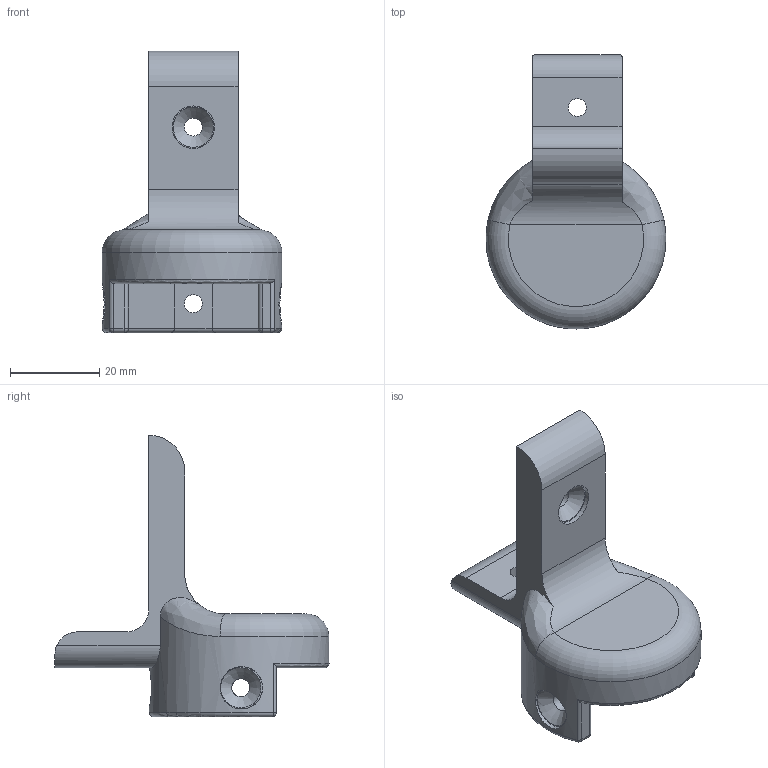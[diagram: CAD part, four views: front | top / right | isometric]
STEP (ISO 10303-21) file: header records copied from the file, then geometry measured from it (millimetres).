
FILE_DESCRIPTION(/* description */ (''),/* implementation_level */ '2;1');
FILE_NAME(/* name */ 'Gimbal Support Frame.step',/* time_stamp */ '2016-10-15T14:44:33+11:00',/* author */ (''),/* organization */ (''),/* preprocessor_version */ 'ST-DEVELOPER v16.5',/* originating_system */ 'Autodesk Translation Framework v5.1.0.3141',/* authorisation */ '');
FILE_SCHEMA (('AUTOMOTIVE_DESIGN { 1 0 10303 214 3 1 1 }'));
Length unit declared in the file: centimetre
Products named in the file (1): Gimbal Support Frame v7
Bounding box: 40.26 x 61.31 x 63 mm (x, y, z)
Volume: 29944.9 mm3; surface area: 8961.7 mm2
Topology: 1 solids, 1 shells, 69 faces, 175 edges, 111 vertices
Faces by surface type: cylinder 30, plane 25, sphere 4, bspline 4, torus 3, cone 3
Full cylindrical faces by diameter (mm): 4 x5, 9.5 x5, 40.259 x1
Entity records: 2295 total; most frequent: CARTESIAN_POINT 709, DIRECTION 326, ORIENTED_EDGE 302, EDGE_CURVE 151, AXIS2_PLACEMENT_3D 129, VERTEX_POINT 101, EDGE_LOOP 96, FACE_OUTER_BOUND 69
